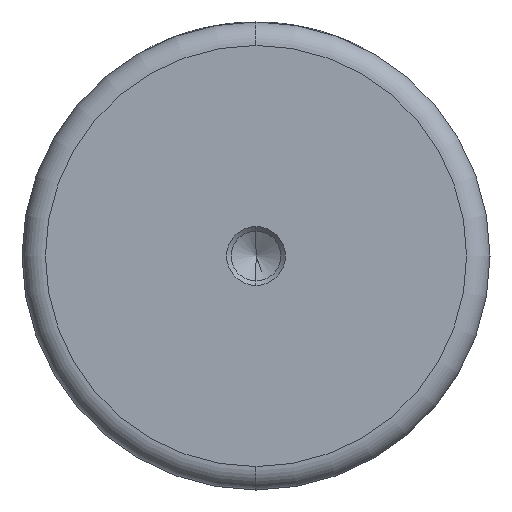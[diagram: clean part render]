
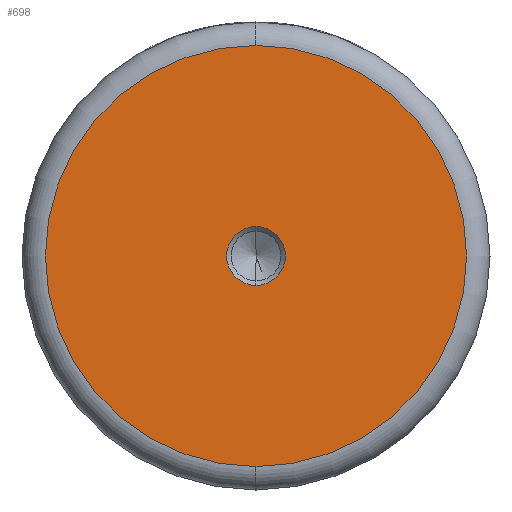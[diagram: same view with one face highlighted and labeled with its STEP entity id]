
A CAD part, left-side view. The second image highlights one B-rep face of the part: STEP entity #698.
In plain terms, the highlighted planar face has unit normal (-1, 0, 0).
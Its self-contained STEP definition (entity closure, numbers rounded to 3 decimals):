
#37 = PLANE ( 'NONE',  #139 ) ;
#52 = ORIENTED_EDGE ( 'NONE', *, *, #1085, .T. ) ;
#139 = AXIS2_PLACEMENT_3D ( 'NONE', #1489, #1369, #171 ) ;
#171 = DIRECTION ( 'NONE',  ( 0., 0., 1. ) ) ;
#310 = DIRECTION ( 'NONE',  ( -1., 0., 0. ) ) ;
#373 = EDGE_LOOP ( 'NONE', ( #52, #546 ) ) ;
#382 = FACE_BOUND ( 'NONE', #966, .T. ) ;
#433 = ORIENTED_EDGE ( 'NONE', *, *, #1181, .F. ) ;
#495 = CARTESIAN_POINT ( 'NONE',  ( 0., 0., 0. ) ) ;
#523 = CARTESIAN_POINT ( 'NONE',  ( 0., 0., 0. ) ) ;
#546 = ORIENTED_EDGE ( 'NONE', *, *, #975, .T. ) ;
#569 = AXIS2_PLACEMENT_3D ( 'NONE', #728, #1562, #836 ) ;
#614 = DIRECTION ( 'NONE',  ( 0., 0., 1. ) ) ;
#643 = DIRECTION ( 'NONE',  ( 0., 0., 1. ) ) ;
#669 = AXIS2_PLACEMENT_3D ( 'NONE', #495, #1331, #614 ) ;
#698 = ADVANCED_FACE ( 'NONE', ( #382, #1337 ), #37, .T. ) ;
#728 = CARTESIAN_POINT ( 'NONE',  ( 0., 0., 0. ) ) ;
#751 = VERTEX_POINT ( 'NONE', #1390 ) ;
#815 = VERTEX_POINT ( 'NONE', #1514 ) ;
#836 = DIRECTION ( 'NONE',  ( 0., 0., 1. ) ) ;
#966 = EDGE_LOOP ( 'NONE', ( #433, #1476 ) ) ;
#975 = EDGE_CURVE ( 'NONE', #1306, #1268, #1315, .T. ) ;
#1017 = CARTESIAN_POINT ( 'NONE',  ( 0., 0., 0. ) ) ;
#1085 = EDGE_CURVE ( 'NONE', #1268, #1306, #1155, .T. ) ;
#1142 = DIRECTION ( 'NONE',  ( 0., 0., 1. ) ) ;
#1155 = CIRCLE ( 'NONE', #1209, 36. ) ;
#1181 = EDGE_CURVE ( 'NONE', #815, #751, #1291, .T. ) ;
#1209 = AXIS2_PLACEMENT_3D ( 'NONE', #523, #1362, #643 ) ;
#1268 = VERTEX_POINT ( 'NONE', #1346 ) ;
#1291 = CIRCLE ( 'NONE', #669, 5.025 ) ;
#1306 = VERTEX_POINT ( 'NONE', #1383 ) ;
#1315 = CIRCLE ( 'NONE', #569, 36. ) ;
#1331 = DIRECTION ( 'NONE',  ( -1., 0., 0. ) ) ;
#1333 = EDGE_CURVE ( 'NONE', #751, #815, #1464, .T. ) ;
#1337 = FACE_OUTER_BOUND ( 'NONE', #373, .T. ) ;
#1346 = CARTESIAN_POINT ( 'NONE',  ( 0., 0., 36. ) ) ;
#1362 = DIRECTION ( 'NONE',  ( -1., 0., 0. ) ) ;
#1369 = DIRECTION ( 'NONE',  ( -1., 0., 0. ) ) ;
#1383 = CARTESIAN_POINT ( 'NONE',  ( 0., 0., -36. ) ) ;
#1390 = CARTESIAN_POINT ( 'NONE',  ( 0., 0., -5.025 ) ) ;
#1396 = AXIS2_PLACEMENT_3D ( 'NONE', #1017, #310, #1142 ) ;
#1464 = CIRCLE ( 'NONE', #1396, 5.025 ) ;
#1476 = ORIENTED_EDGE ( 'NONE', *, *, #1333, .F. ) ;
#1489 = CARTESIAN_POINT ( 'NONE',  ( 0., 0., 0. ) ) ;
#1514 = CARTESIAN_POINT ( 'NONE',  ( 0., 0., 5.025 ) ) ;
#1562 = DIRECTION ( 'NONE',  ( -1., 0., 0. ) ) ;
